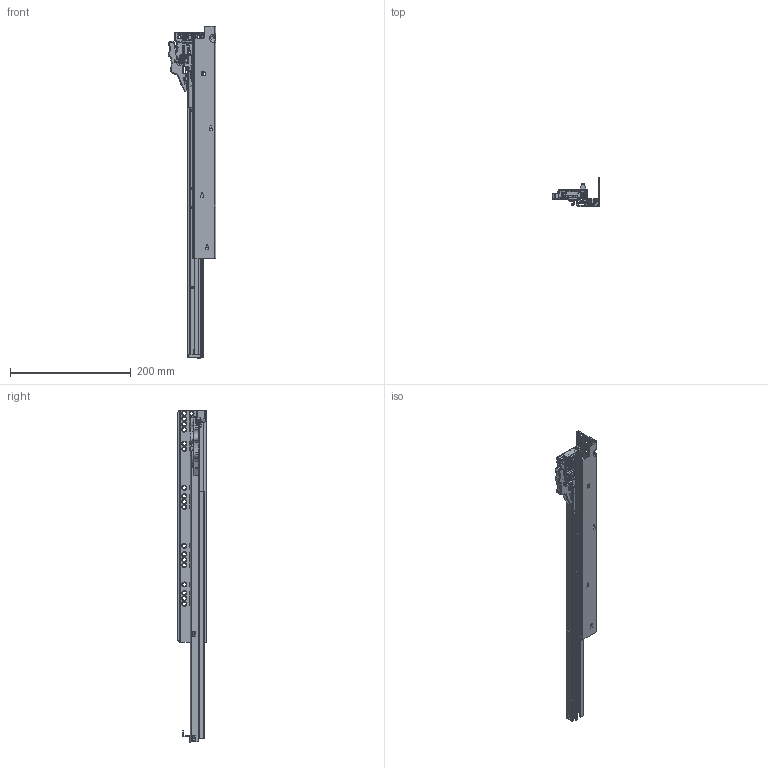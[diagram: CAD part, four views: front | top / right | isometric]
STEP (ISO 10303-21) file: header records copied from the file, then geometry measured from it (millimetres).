
FILE_DESCRIPTION (( 'STEP AP214' ), '1' );
FILE_NAME ('FR_3002.0550mm_22inch_closed_right.STEP', '2022-11-02T07:27:42', ( '' ), ( '' ), 'SwSTEP 2.0', 'SolidWorks 2020', '' );
FILE_SCHEMA (( 'AUTOMOTIVE_DESIGN' ));
Length unit declared in the file: millimetre
Products named in the file (29): FR 3XXX THUMBWHEEL; FR 3XXX HANDLE SCREW; FR 3XXX END CAP RIGHT; FR 3XXX PLASTIC HOUSING RIGHT; FR 3XXX ECD DAMPER CYLINDER; FR 3XXX ECD LATCH RIGHT; FR 3XXX LOCKING HANDLE RIGHT; FR 3XXX SLIDER RIGHT; FR 3XXX ECD HOUSING RIGHT; FR 3XXX HOOK; 3002.550-02 RIGHT.C047; FR_3002.0550mm_22inch_closed_right; FR 3XXX HOUSING SCREW; 3002.XXX-01 RIGHT.C047_NL  550 CLOSED; FR 3XXX ECD DAMPER ROD; FR 3XXX ECD LONG SPRING RIGHT; FR 3XXX ECD SHORT SPRING RIGHT; 3002.XXX-03 RIGHT.C047_NL  550; FR 3XXX LOCATING BLOCK RIGHT; 3002.550-01 RIGHT.C047; FR 3XXX ECD RIGHT_ECD RIGHT CLOSED; FR 3XXX CLOSE ADJUSTMENT RIGHT; FR 3XXX ECD PIN; 3002.550-03 RIGHT.C047; FR 3XXX.XXX-04 RIGHT; FR 3XXX ECD LATCH PIVOT RIGHT; FR 3XXX L_R ADJUSTMENT THREAD; 3002.XXX-02 RIGHT.C047_NL  550; FR 3XXX METAL PLATE RIGHT
Assembly tree (31 placements, depth 4):
  FR_3002.0550mm_22inch_closed_right
    3002.XXX-01 RIGHT.C047_NL  550 CLOSED
      3002.550-01 RIGHT.C047
      FR 3XXX ECD RIGHT_ECD RIGHT CLOSED
        FR 3XXX ECD HOUSING RIGHT
        FR 3XXX ECD SHORT SPRING RIGHT
        FR 3XXX ECD LONG SPRING RIGHT
        FR 3XXX ECD DAMPER CYLINDER
        FR 3XXX ECD DAMPER ROD
        FR 3XXX ECD LATCH PIVOT RIGHT
        FR 3XXX ECD LATCH RIGHT
    3002.XXX-02 RIGHT.C047_NL  550
      3002.550-02 RIGHT.C047
    3002.XXX-03 RIGHT.C047_NL  550
      FR 3XXX END CAP RIGHT
      FR 3XXX HOOK
      FR 3XXX ECD PIN
      3002.550-03 RIGHT.C047
    FR 3XXX.XXX-04 RIGHT
      FR 3XXX METAL PLATE RIGHT
      FR 3XXX L_R ADJUSTMENT THREAD
      FR 3XXX SLIDER RIGHT
      FR 3XXX PLASTIC HOUSING RIGHT
      FR 3XXX HANDLE SCREW
      FR 3XXX CLOSE ADJUSTMENT RIGHT
      FR 3XXX LOCATING BLOCK RIGHT
      FR 3XXX LOCKING HANDLE RIGHT
      FR 3XXX THUMBWHEEL  x2
      FR 3XXX HOUSING SCREW  x3
Bounding box: 79.06 x 47.5 x 549 mm (x, y, z)
Volume: 178157.9 mm3; surface area: 247970.9 mm2
Topology: 26 solids, 26 shells, 4615 faces, 11646 edges, 6932 vertices
Faces by surface type: cylinder 1697, plane 1485, torus 814, bspline 251, cone 212, sphere 156
Entity records: 139248 total; most frequent: CARTESIAN_POINT 37992, DIRECTION 21638, ORIENTED_EDGE 20980, EDGE_CURVE 10490, AXIS2_PLACEMENT_3D 8064, VERTEX_POINT 6365, VECTOR 5510, LINE 5510
